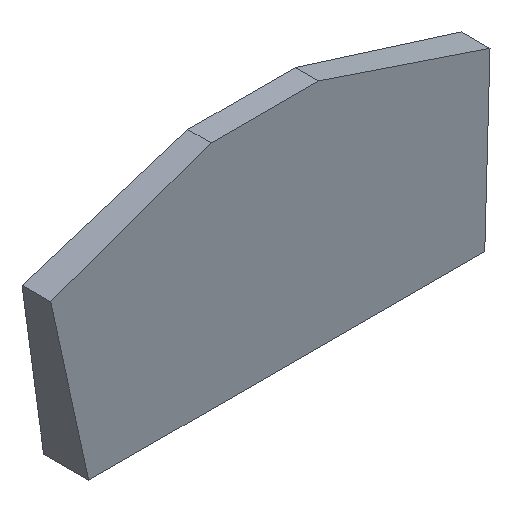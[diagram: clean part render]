
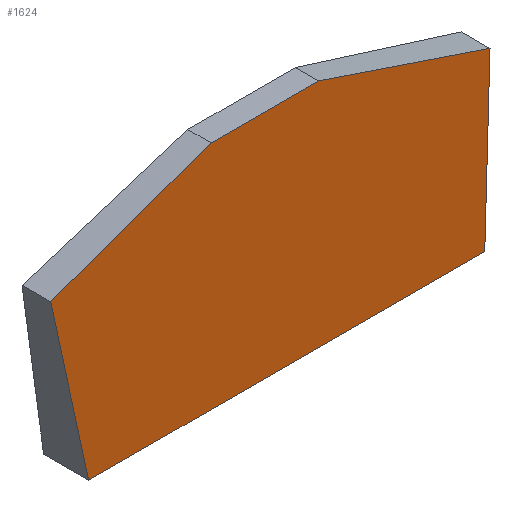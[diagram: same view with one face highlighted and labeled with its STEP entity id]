
A CAD part, isometric view. The second image highlights one B-rep face of the part: STEP entity #1624.
In plain terms, the highlighted planar face has unit normal (0, -0.995, 0.104).
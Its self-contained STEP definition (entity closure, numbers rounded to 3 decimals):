
#126=FACE_OUTER_BOUND('',#225,.T.);
#225=EDGE_LOOP('',(#1367,#1368,#1369,#1370,#1371,#1372));
#312=LINE('',#2336,#514);
#426=LINE('',#2574,#628);
#429=LINE('',#2579,#631);
#430=LINE('',#2581,#632);
#432=LINE('',#2617,#634);
#433=LINE('',#2618,#635);
#514=VECTOR('',#1866,10.);
#628=VECTOR('',#2076,10.);
#631=VECTOR('',#2081,10.);
#632=VECTOR('',#2084,10.);
#634=VECTOR('',#2130,10.);
#635=VECTOR('',#2131,10.);
#710=VERTEX_POINT('',#2333);
#711=VERTEX_POINT('',#2335);
#786=VERTEX_POINT('',#2571);
#787=VERTEX_POINT('',#2573);
#788=VERTEX_POINT('',#2577);
#800=VERTEX_POINT('',#2616);
#869=EDGE_CURVE('',#710,#711,#312,.T.);
#989=EDGE_CURVE('',#786,#787,#426,.T.);
#992=EDGE_CURVE('',#788,#786,#429,.T.);
#993=EDGE_CURVE('',#711,#788,#430,.T.);
#1007=EDGE_CURVE('',#800,#710,#432,.T.);
#1008=EDGE_CURVE('',#787,#800,#433,.T.);
#1367=ORIENTED_EDGE('',*,*,#992,.F.);
#1368=ORIENTED_EDGE('',*,*,#993,.F.);
#1369=ORIENTED_EDGE('',*,*,#869,.F.);
#1370=ORIENTED_EDGE('',*,*,#1007,.F.);
#1371=ORIENTED_EDGE('',*,*,#1008,.F.);
#1372=ORIENTED_EDGE('',*,*,#989,.F.);
#1547=PLANE('',#1749);
#1624=ADVANCED_FACE('',(#126),#1547,.F.);
#1749=AXIS2_PLACEMENT_3D('',#2615,#2128,#2129);
#1866=DIRECTION('',(-0.136,-0.104,-0.985));
#2076=DIRECTION('',(0.954,0.031,0.298));
#2081=DIRECTION('',(-0.136,0.104,0.985));
#2084=DIRECTION('',(-1.,0.,0.));
#2128=DIRECTION('center_axis',(0.,0.995,-0.105));
#2129=DIRECTION('ref_axis',(0.,0.105,0.995));
#2130=DIRECTION('',(0.954,-0.031,-0.299));
#2131=DIRECTION('',(1.,0.,0.001));
#2333=CARTESIAN_POINT('',(550.428,-3.917,-184.669));
#2335=CARTESIAN_POINT('',(539.118,-12.499,-266.319));
#2336=CARTESIAN_POINT('',(539.371,-12.307,-264.492));
#2571=CARTESIAN_POINT('',(321.789,-3.909,-184.589));
#2573=CARTESIAN_POINT('',(408.139,-1.069,-157.569));
#2574=CARTESIAN_POINT('',(162.816,-9.137,-234.334));
#2577=CARTESIAN_POINT('',(333.039,-12.496,-266.289));
#2579=CARTESIAN_POINT('',(330.295,-10.401,-246.36));
#2581=CARTESIAN_POINT('',(269.559,-12.495,-266.28));
#2615=CARTESIAN_POINT('Origin',(0.,-13.132,-272.34));
#2616=CARTESIAN_POINT('',(463.968,-1.065,-157.529));
#2617=CARTESIAN_POINT('',(269.554,5.35,-96.502));
#2618=CARTESIAN_POINT('',(204.028,-1.084,-157.716));
